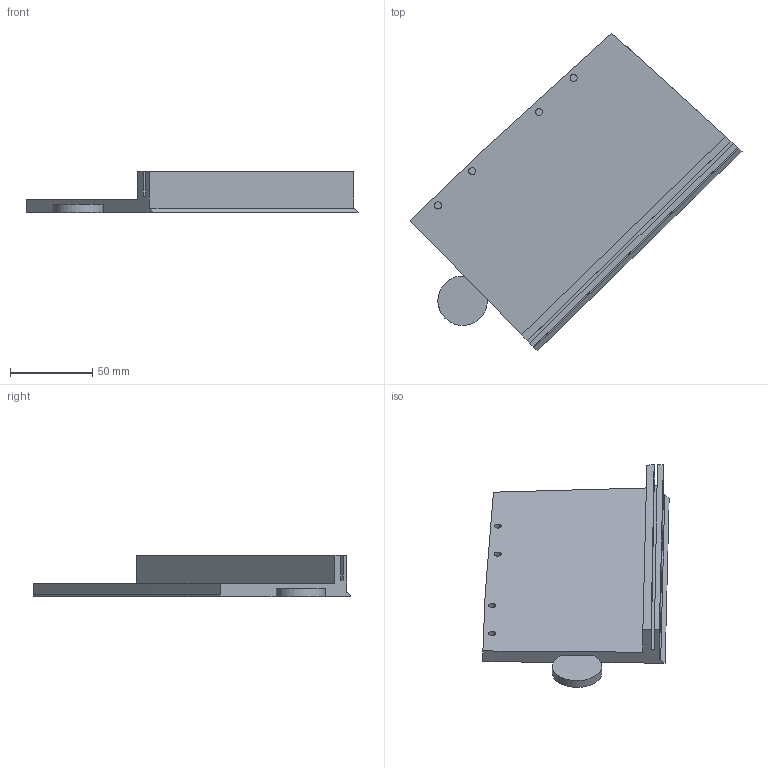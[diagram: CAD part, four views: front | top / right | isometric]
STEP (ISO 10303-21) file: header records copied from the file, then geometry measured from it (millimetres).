
FILE_DESCRIPTION(/* description */ (''),/* implementation_level */ '2;1');
FILE_NAME(/* name */ 'Pitlane_3.step',/* time_stamp */ '2024-10-16T21:33:49+02:00',/* author */ (''),/* organization */ (''),/* preprocessor_version */ 'ST-DEVELOPER v20',/* originating_system */ 'Autodesk Translation Framework v13.20.0.188',/* authorisation */ '');
FILE_SCHEMA (('AUTOMOTIVE_DESIGN { 1 0 10303 214 3 1 1 }'));
Length unit declared in the file: millimetre
Products named in the file (1): Pitlane_3
Bounding box: 201.27 x 192.54 x 25 mm (x, y, z)
Volume: 168212.3 mm3; surface area: 54474.7 mm2
Topology: 1 solids, 1 shells, 32 faces, 78 edges, 52 vertices
Faces by surface type: plane 21, cylinder 6, bspline 4, cone 1
Full cylindrical faces by diameter (mm): 4.25 x2, 4.317 x2
Entity records: 1599 total; most frequent: CARTESIAN_POINT 805, ORIENTED_EDGE 156, DIRECTION 141, EDGE_CURVE 78, LINE 57, VECTOR 57, VERTEX_POINT 52, AXIS2_PLACEMENT_3D 42
